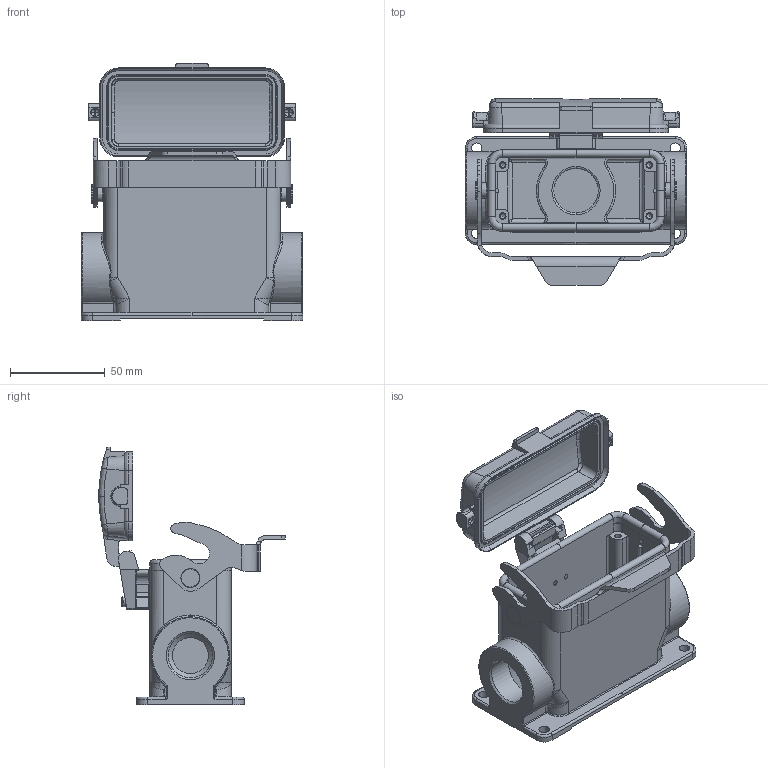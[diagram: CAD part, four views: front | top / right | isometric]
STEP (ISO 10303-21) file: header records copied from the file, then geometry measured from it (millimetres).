
FILE_DESCRIPTION(/* description */ (''),/* implementation_level */ '2;1');
FILE_NAME(/* name */ 'C146_10N016_806_2.stp',/* time_stamp */ '2016-07-05T09:29:06+02:00',/* author */ (''),/* organization */ (''),/* preprocessor_version */ 'ST-DEVELOPER v15',/* originating_system */ 'SIEMENS PLM Software NX 9.0',/* authorisation */ '');
FILE_SCHEMA (('CONFIG_CONTROL_DESIGN'));
Length unit declared in the file: millimetre
Products named in the file (1): c3d-c146 10n016 806 2nxm001-01
Bounding box: 117 x 98.5 x 136.15 mm (x, y, z)
Volume: 158637.9 mm3; surface area: 87543.4 mm2
Topology: 1 solids, 4 shells, 855 faces, 2238 edges, 1382 vertices
Faces by surface type: plane 328, cylinder 297, bspline 177, cone 34, torus 12, revolution 4, extrusion 2, sphere 1
Full cylindrical faces by diameter (mm): 2.6 x2, 2.77 x4, 2.9 x2, 3 x5, 3.5 x4, 4 x3, 5.5 x6, 8 x2, 10 x2, 16.5 x1, 19 x1, 23.5 x2, 26 x1, 30.5 x1
Entity records: 30870 total; most frequent: CARTESIAN_POINT 11450, ORIENTED_EDGE 4194, DIRECTION 3784, EDGE_CURVE 2097, AXIS2_PLACEMENT_3D 1393, VERTEX_POINT 1353, VECTOR 994, LINE 992
